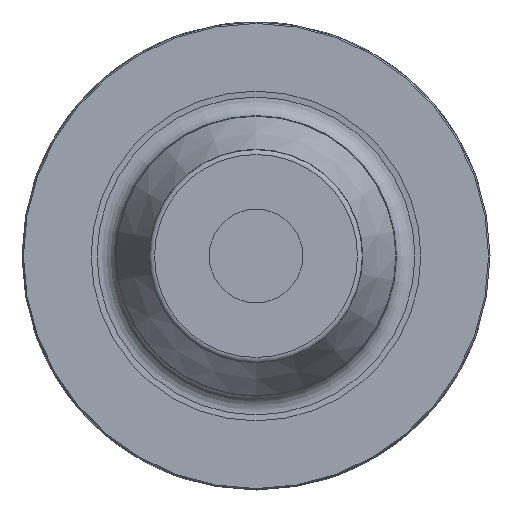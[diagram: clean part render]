
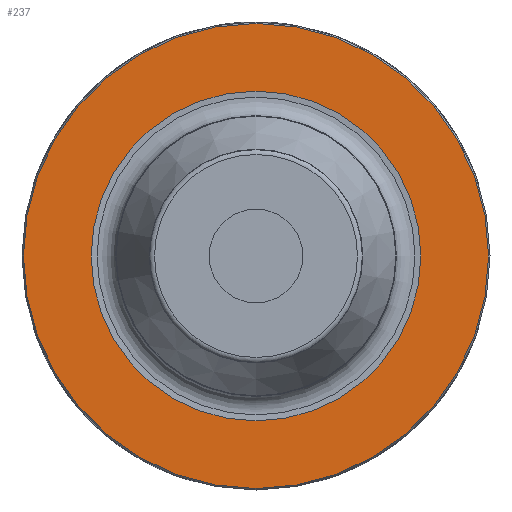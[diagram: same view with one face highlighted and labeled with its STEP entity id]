
A CAD part, left-side view. The second image highlights one B-rep face of the part: STEP entity #237.
In plain terms, the highlighted planar face has unit normal (-1, 0, 0).
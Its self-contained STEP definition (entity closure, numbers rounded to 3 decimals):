
#182=FACE_BOUND('',#348,.T.);
#183=FACE_BOUND('',#349,.T.);
#237=ADVANCED_FACE('',(#182,#183),#265,.F.);
#265=PLANE('',#754);
#348=EDGE_LOOP('',(#498));
#349=EDGE_LOOP('',(#499));
#498=ORIENTED_EDGE('',*,*,#656,.F.);
#499=ORIENTED_EDGE('',*,*,#594,.F.);
#532=VERTEX_POINT('',#1098);
#579=VERTEX_POINT('',#1691);
#594=EDGE_CURVE('',#532,#532,#672,.T.);
#656=EDGE_CURVE('',#579,#579,#684,.T.);
#672=CIRCLE('',#700,39.75);
#684=CIRCLE('',#752,28.174);
#700=AXIS2_PLACEMENT_3D('',#1097,#788,#789);
#752=AXIS2_PLACEMENT_3D('',#1690,#916,#917);
#754=AXIS2_PLACEMENT_3D('',#1693,#920,#921);
#788=DIRECTION('',(1.,0.,0.));
#789=DIRECTION('',(0.,0.,-1.));
#916=DIRECTION('',(-1.,0.,0.));
#917=DIRECTION('',(0.,0.,-1.));
#920=DIRECTION('',(1.,0.,0.));
#921=DIRECTION('',(0.,0.,-1.));
#1097=CARTESIAN_POINT('',(40.,0.,0.));
#1098=CARTESIAN_POINT('',(40.,0.,-39.75));
#1690=CARTESIAN_POINT('',(40.,0.,0.));
#1691=CARTESIAN_POINT('',(40.,0.,-28.174));
#1693=CARTESIAN_POINT('',(40.,39.75,0.));
